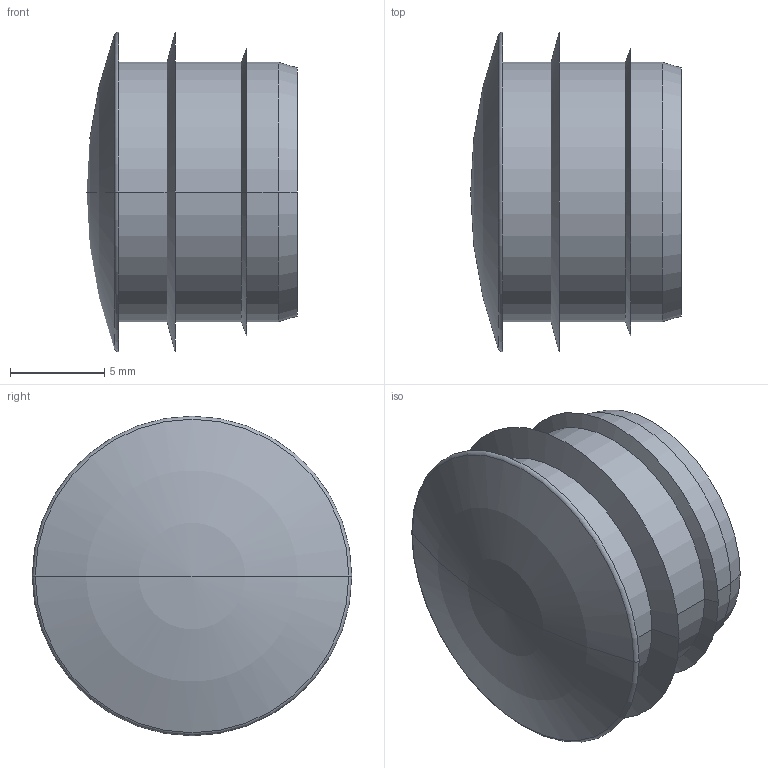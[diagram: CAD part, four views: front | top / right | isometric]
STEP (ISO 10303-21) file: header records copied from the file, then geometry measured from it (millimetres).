
FILE_DESCRIPTION((''),'2;1');
FILE_NAME('PMR1852','2017-05-24T',('kjell_andersson'),(''),'CREO PARAMETRIC BY PTC INC, 2015290','CREO PARAMETRIC BY PTC INC, 2015290','');
FILE_SCHEMA(('AUTOMOTIVE_DESIGN { 1 0 10303 214 1 1 1 1 }'));
Length unit declared in the file: millimetre
Products named in the file (1): PMR1852
Bounding box: 11.2 x 17 x 17 mm (x, y, z)
Volume: 466 mm3; surface area: 1447.9 mm2
Topology: 1 solids, 1 shells, 23 faces, 46 edges, 27 vertices
Faces by surface type: cylinder 8, cone 6, plane 5, torus 2, sphere 2
Entity records: 1149 total; most frequent: COLOUR_RGB 201, DIRECTION 120, CARTESIAN_POINT 96, ORIENTED_EDGE 88, PROPERTY_DEFINITION 59, REPRESENTATION 58, PROPERTY_DEFINITION_REPRESENTATION 58, AXIS2_PLACEMENT_3D 53
